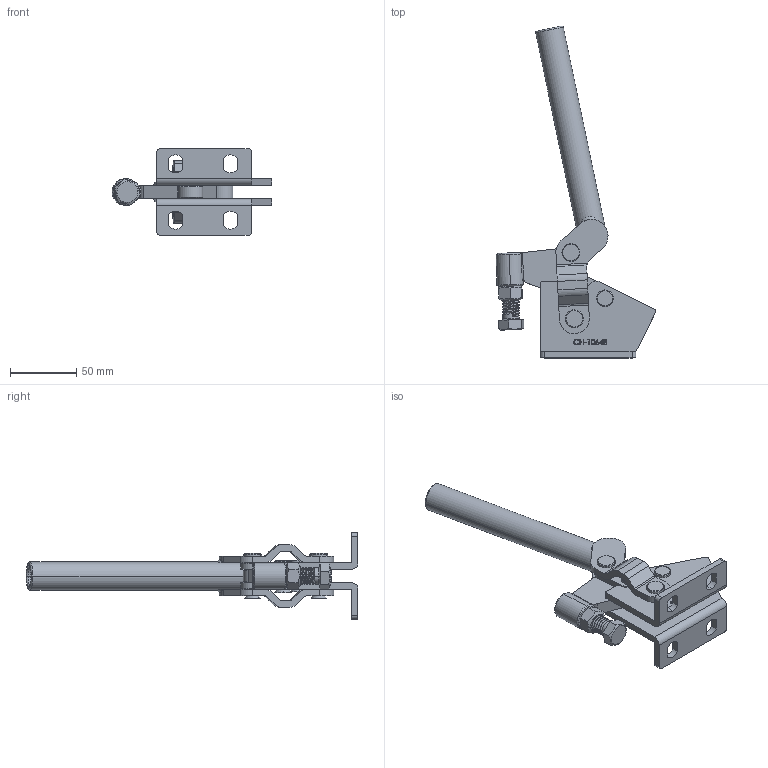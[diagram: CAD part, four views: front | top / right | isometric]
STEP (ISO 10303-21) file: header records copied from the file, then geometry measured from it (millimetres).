
FILE_DESCRIPTION (( 'STEP AP203' ), '1' );
FILE_NAME ('CH-10648.STEP', '2012-09-26T09:44:48', ( '微软用户' ), ( '微软中国' ), 'SwSTEP 2.0', 'SolidWorks 2010', '' );
FILE_SCHEMA (( 'CONFIG_CONTROL_DESIGN' ));
Length unit declared in the file: millimetre
Products named in the file (11): CH-10648-05; CH-10648-04 CONNECTING-PLATE; M12 Nut; CH-SA-125017 SPINDLE SUPPLIED; CH-10648; CH-10648-01 FLANGED BASE; CH-10648-02 BAR_默认<按加工>; CH-10648-03 HANDLE_默认<按加工>; CH-10648-06; CH-10648-07; CH-10648-08
Assembly tree (13 placements, depth 2):
  CH-10648
    CH-10648-04 CONNECTING-PLATE  x2
    CH-10648-06
    CH-10648-01 FLANGED BASE
    M12 Nut
    CH-10648-03 HANDLE_默认<按加工>
    CH-10648-07  x2
    CH-10648-08  x2
    CH-10648-02 BAR_默认<按加工>
    CH-SA-125017 SPINDLE SUPPLIED
    CH-10648-05
Bounding box: 120.43 x 250.41 x 65.4 mm (x, y, z)
Volume: 151107 mm3; surface area: 81854.2 mm2
Topology: 26 solids, 26 shells, 752 faces, 1960 edges, 1293 vertices
Faces by surface type: plane 288, cylinder 222, bspline 185, cone 51, torus 6
Entity records: 43006 total; most frequent: CARTESIAN_POINT 25546, ORIENTED_EDGE 3786, DIRECTION 2682, EDGE_CURVE 1893, VERTEX_POINT 1251, LINE 996, VECTOR 996, AXIS2_PLACEMENT_3D 843
